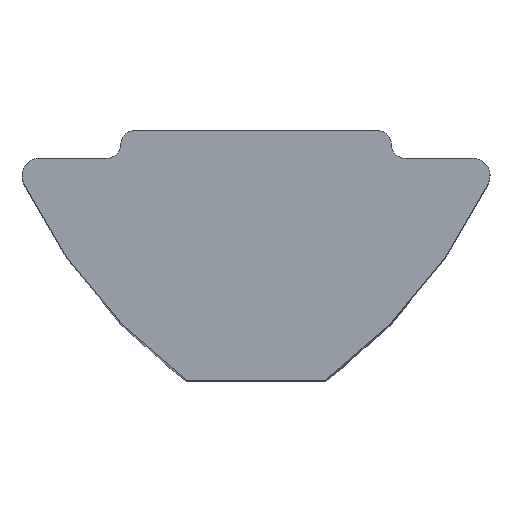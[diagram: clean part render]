
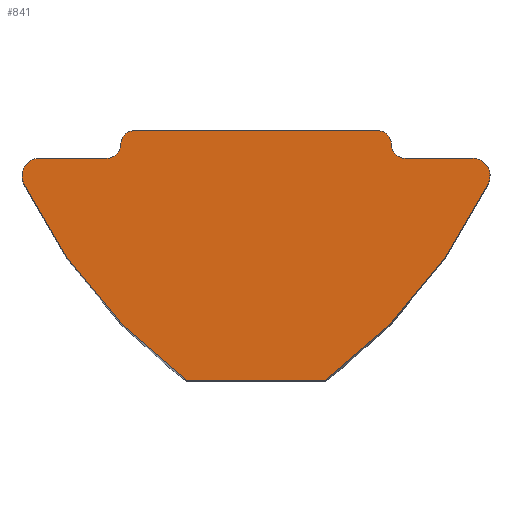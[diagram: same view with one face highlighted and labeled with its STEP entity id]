
A CAD part, top view. The second image highlights one B-rep face of the part: STEP entity #841.
In plain terms, the highlighted planar face has unit normal (0, 0, 1).
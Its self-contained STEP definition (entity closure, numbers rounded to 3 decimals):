
#7 = DIRECTION ( 'NONE',  ( 0., 0., -1. ) ) ;
#12 = ORIENTED_EDGE ( 'NONE', *, *, #761, .T. ) ;
#15 = AXIS2_PLACEMENT_3D ( 'NONE', #354, #606, #308 ) ;
#17 = DIRECTION ( 'NONE',  ( -1., 0., 0. ) ) ;
#23 = CIRCLE ( 'NONE', #203, 0.4 ) ;
#37 = CIRCLE ( 'NONE', #534, 0.4 ) ;
#53 = CARTESIAN_POINT ( 'NONE',  ( -4.3, -0.8, 22. ) ) ;
#58 = DIRECTION ( 'NONE',  ( 0., 0., 1. ) ) ;
#83 = ORIENTED_EDGE ( 'NONE', *, *, #734, .T. ) ;
#98 = CIRCLE ( 'NONE', #795, 15. ) ;
#120 = DIRECTION ( 'NONE',  ( -1., 0., 0. ) ) ;
#122 = CARTESIAN_POINT ( 'NONE',  ( -3.5, 0., 22. ) ) ;
#159 = DIRECTION ( 'NONE',  ( 1., 0., 0. ) ) ;
#169 = CARTESIAN_POINT ( 'NONE',  ( -6.25, -1.3, 22. ) ) ;
#173 = CARTESIAN_POINT ( 'NONE',  ( -2., -7.2, 22. ) ) ;
#174 = VERTEX_POINT ( 'NONE', #218 ) ;
#176 = CIRCLE ( 'NONE', #474, 0.4 ) ;
#177 = DIRECTION ( 'NONE',  ( 0., 0., 1. ) ) ;
#179 = DIRECTION ( 'NONE',  ( 1., 0., 0. ) ) ;
#192 = ORIENTED_EDGE ( 'NONE', *, *, #532, .T. ) ;
#193 = CARTESIAN_POINT ( 'NONE',  ( -6.854, 4.908, 22. ) ) ;
#203 = AXIS2_PLACEMENT_3D ( 'NONE', #689, #7, #680 ) ;
#212 = VERTEX_POINT ( 'NONE', #438 ) ;
#218 = CARTESIAN_POINT ( 'NONE',  ( -6.25, -0.8, 22. ) ) ;
#225 = CARTESIAN_POINT ( 'NONE',  ( -6.75, -1.3, 22. ) ) ;
#230 = CARTESIAN_POINT ( 'NONE',  ( 3.9, 0., 22. ) ) ;
#238 = VERTEX_POINT ( 'NONE', #225 ) ;
#240 = DIRECTION ( 'NONE',  ( -1., 0., 0. ) ) ;
#247 = CARTESIAN_POINT ( 'NONE',  ( 3.9, -0.4, 22. ) ) ;
#252 = VECTOR ( 'NONE', #708, 1000. ) ;
#254 = EDGE_LOOP ( 'NONE', ( #12, #594, #546, #262, #192, #678, #433, #399, #83, #518, #853, #621, #794 ) ) ;
#260 = CARTESIAN_POINT ( 'NONE',  ( 2., -7.2, 22. ) ) ;
#262 = ORIENTED_EDGE ( 'NONE', *, *, #762, .T. ) ;
#272 = DIRECTION ( 'NONE',  ( 0., 0., 1. ) ) ;
#286 = CARTESIAN_POINT ( 'NONE',  ( 6.25, -1.3, 22. ) ) ;
#304 = CIRCLE ( 'NONE', #866, 0.4 ) ;
#308 = DIRECTION ( 'NONE',  ( 1., 0., 0. ) ) ;
#313 = VECTOR ( 'NONE', #120, 1000. ) ;
#315 = VERTEX_POINT ( 'NONE', #434 ) ;
#324 = DIRECTION ( 'NONE',  ( 0., 0., -1. ) ) ;
#341 = AXIS2_PLACEMENT_3D ( 'NONE', #286, #789, #17 ) ;
#354 = CARTESIAN_POINT ( 'NONE',  ( -6.25, -1.3, 22. ) ) ;
#361 = CARTESIAN_POINT ( 'NONE',  ( -3.5, -0.4, 22. ) ) ;
#363 = VERTEX_POINT ( 'NONE', #53 ) ;
#364 = CARTESIAN_POINT ( 'NONE',  ( 4.3, -0.4, 22. ) ) ;
#374 = DIRECTION ( 'NONE',  ( 0., 0., 1. ) ) ;
#379 = VERTEX_POINT ( 'NONE', #625 ) ;
#383 = DIRECTION ( 'NONE',  ( 1., 0., 0. ) ) ;
#388 = CARTESIAN_POINT ( 'NONE',  ( 6.854, 4.908, 22. ) ) ;
#399 = ORIENTED_EDGE ( 'NONE', *, *, #624, .T. ) ;
#408 = AXIS2_PLACEMENT_3D ( 'NONE', #469, #177, #502 ) ;
#410 = VERTEX_POINT ( 'NONE', #173 ) ;
#414 = CARTESIAN_POINT ( 'NONE',  ( 6.702, -1.514, 22. ) ) ;
#433 = ORIENTED_EDGE ( 'NONE', *, *, #585, .T. ) ;
#434 = CARTESIAN_POINT ( 'NONE',  ( -6.702, -1.514, 22. ) ) ;
#437 = LINE ( 'NONE', #844, #558 ) ;
#438 = CARTESIAN_POINT ( 'NONE',  ( 6.25, -0.8, 22. ) ) ;
#457 = VERTEX_POINT ( 'NONE', #122 ) ;
#469 = CARTESIAN_POINT ( 'NONE',  ( -6.25, -1.3, 22. ) ) ;
#474 = AXIS2_PLACEMENT_3D ( 'NONE', #361, #374, #383 ) ;
#485 = PLANE ( 'NONE',  #15 ) ;
#491 = CIRCLE ( 'NONE', #530, 0.5 ) ;
#495 = LINE ( 'NONE', #547, #252 ) ;
#502 = DIRECTION ( 'NONE',  ( 1., 0., 0. ) ) ;
#515 = VECTOR ( 'NONE', #240, 1000. ) ;
#518 = ORIENTED_EDGE ( 'NONE', *, *, #638, .T. ) ;
#520 = DIRECTION ( 'NONE',  ( 1., 0., 0. ) ) ;
#523 = AXIS2_PLACEMENT_3D ( 'NONE', #193, #272, #851 ) ;
#524 = EDGE_CURVE ( 'NONE', #410, #777, #495, .T. ) ;
#527 = DIRECTION ( 'NONE',  ( 1., 0., 0. ) ) ;
#530 = AXIS2_PLACEMENT_3D ( 'NONE', #169, #58, #159 ) ;
#532 = EDGE_CURVE ( 'NONE', #457, #379, #176, .T. ) ;
#534 = AXIS2_PLACEMENT_3D ( 'NONE', #648, #600, #527 ) ;
#546 = ORIENTED_EDGE ( 'NONE', *, *, #826, .T. ) ;
#547 = CARTESIAN_POINT ( 'NONE',  ( -2., -7.2, 22. ) ) ;
#554 = VERTEX_POINT ( 'NONE', #701 ) ;
#558 = VECTOR ( 'NONE', #833, 1000. ) ;
#585 = EDGE_CURVE ( 'NONE', #363, #174, #857, .T. ) ;
#594 = ORIENTED_EDGE ( 'NONE', *, *, #882, .T. ) ;
#597 = LINE ( 'NONE', #230, #515 ) ;
#600 = DIRECTION ( 'NONE',  ( 0., 0., 1. ) ) ;
#606 = DIRECTION ( 'NONE',  ( 0., 0., 1. ) ) ;
#621 = ORIENTED_EDGE ( 'NONE', *, *, #721, .T. ) ;
#624 = EDGE_CURVE ( 'NONE', #174, #238, #797, .T. ) ;
#625 = CARTESIAN_POINT ( 'NONE',  ( -3.9, -0.4, 22. ) ) ;
#638 = EDGE_CURVE ( 'NONE', #315, #410, #98, .T. ) ;
#648 = CARTESIAN_POINT ( 'NONE',  ( 3.5, -0.4, 22. ) ) ;
#661 = CARTESIAN_POINT ( 'NONE',  ( 4.3, -0.8, 22. ) ) ;
#672 = VERTEX_POINT ( 'NONE', #661 ) ;
#678 = ORIENTED_EDGE ( 'NONE', *, *, #808, .T. ) ;
#680 = DIRECTION ( 'NONE',  ( 1., 0., 0. ) ) ;
#689 = CARTESIAN_POINT ( 'NONE',  ( -4.3, -0.4, 22. ) ) ;
#691 = VERTEX_POINT ( 'NONE', #247 ) ;
#693 = FACE_OUTER_BOUND ( 'NONE', #254, .T. ) ;
#701 = CARTESIAN_POINT ( 'NONE',  ( 3.5, 0., 22. ) ) ;
#708 = DIRECTION ( 'NONE',  ( 1., 0., 0. ) ) ;
#721 = EDGE_CURVE ( 'NONE', #777, #860, #803, .T. ) ;
#726 = CARTESIAN_POINT ( 'NONE',  ( -3.9, -0.8, 22. ) ) ;
#729 = EDGE_CURVE ( 'NONE', #860, #212, #741, .T. ) ;
#734 = EDGE_CURVE ( 'NONE', #238, #315, #491, .T. ) ;
#741 = CIRCLE ( 'NONE', #341, 0.5 ) ;
#761 = EDGE_CURVE ( 'NONE', #212, #672, #437, .T. ) ;
#762 = EDGE_CURVE ( 'NONE', #554, #457, #597, .T. ) ;
#777 = VERTEX_POINT ( 'NONE', #260 ) ;
#789 = DIRECTION ( 'NONE',  ( 0., 0., 1. ) ) ;
#794 = ORIENTED_EDGE ( 'NONE', *, *, #729, .T. ) ;
#795 = AXIS2_PLACEMENT_3D ( 'NONE', #388, #828, #179 ) ;
#797 = CIRCLE ( 'NONE', #408, 0.5 ) ;
#803 = CIRCLE ( 'NONE', #523, 15. ) ;
#808 = EDGE_CURVE ( 'NONE', #379, #363, #23, .T. ) ;
#826 = EDGE_CURVE ( 'NONE', #691, #554, #37, .T. ) ;
#828 = DIRECTION ( 'NONE',  ( 0., 0., 1. ) ) ;
#833 = DIRECTION ( 'NONE',  ( -1., 0., 0. ) ) ;
#841 = ADVANCED_FACE ( 'NONE', ( #693 ), #485, .T. ) ;
#844 = CARTESIAN_POINT ( 'NONE',  ( 3.9, -0.8, 22. ) ) ;
#851 = DIRECTION ( 'NONE',  ( -1., 0., 0. ) ) ;
#853 = ORIENTED_EDGE ( 'NONE', *, *, #524, .T. ) ;
#857 = LINE ( 'NONE', #726, #313 ) ;
#860 = VERTEX_POINT ( 'NONE', #414 ) ;
#866 = AXIS2_PLACEMENT_3D ( 'NONE', #364, #324, #520 ) ;
#882 = EDGE_CURVE ( 'NONE', #672, #691, #304, .T. ) ;
